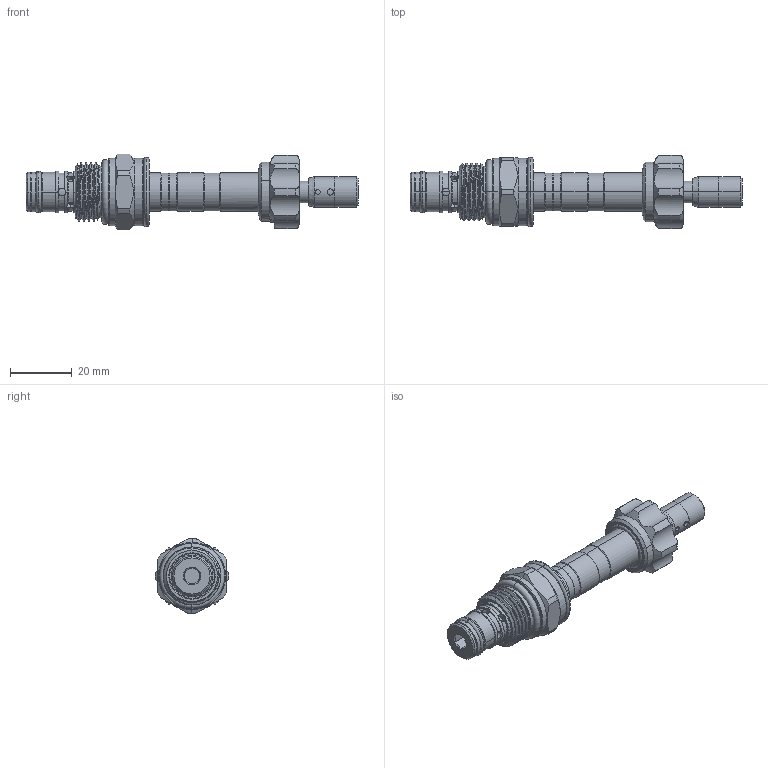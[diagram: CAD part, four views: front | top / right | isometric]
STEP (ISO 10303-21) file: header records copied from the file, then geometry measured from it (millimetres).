
FILE_DESCRIPTION (( 'STEP AP203' ), '1' );
FILE_NAME ('EP08W2A02T04.STEP', '2016-08-12T03:32:02', ( '' ), ( '' ), 'SwSTEP 2.0', 'SolidWorks 2012', '' );
FILE_SCHEMA (( 'CONFIG_CONTROL_DESIGN' ));
Length unit declared in the file: millimetre
Products named in the file (1): EP08W2A02T04
Bounding box: 107.83 x 23.79 x 24.65 mm (x, y, z)
Volume: 19717.2 mm3; surface area: 9013.9 mm2
Topology: 4 solids, 4 shells, 350 faces, 862 edges, 528 vertices
Faces by surface type: cylinder 161, plane 86, torus 50, cone 42, bspline 11
Entity records: 16835 total; most frequent: CARTESIAN_POINT 8739, ORIENTED_EDGE 1700, DIRECTION 1685, EDGE_CURVE 850, AXIS2_PLACEMENT_3D 706, VERTEX_POINT 528, EDGE_LOOP 378, CIRCLE 366
